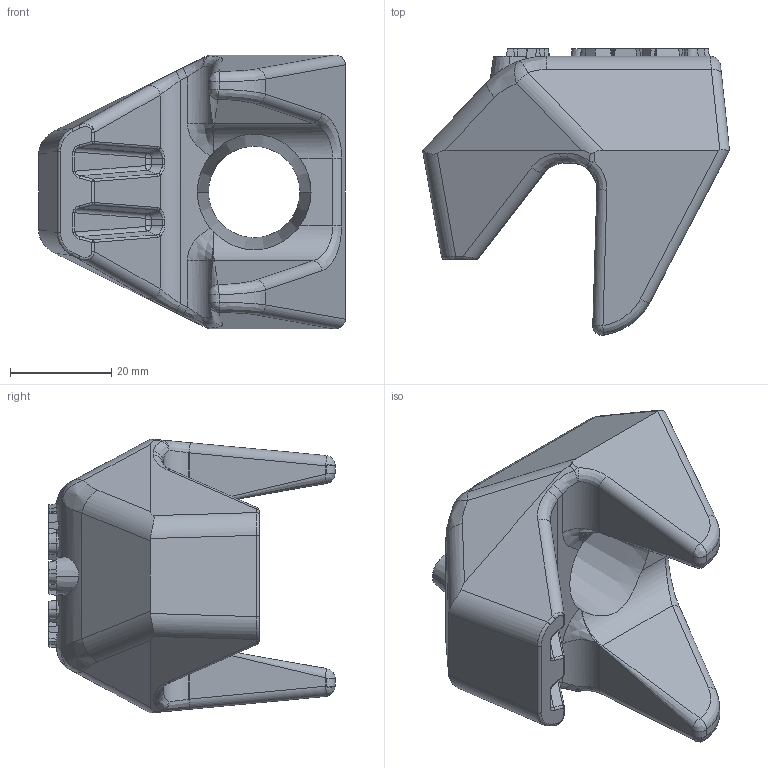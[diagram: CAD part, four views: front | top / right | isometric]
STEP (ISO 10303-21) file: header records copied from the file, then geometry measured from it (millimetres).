
FILE_DESCRIPTION (( 'STEP AP214' ), '1' );
FILE_NAME ('CF16.STEP', '2008-02-15T14:19:07', ( 'Schütte' ), ( ' ' ), 'SwSTEP 2.0', 'SolidWorks 2008', '' );
FILE_SCHEMA (( 'AUTOMOTIVE_DESIGN' ));
Length unit declared in the file: millimetre
Products named in the file (1): CF16
Bounding box: 60.5 x 56.42 x 54 mm (x, y, z)
Volume: 58504.2 mm3; surface area: 13098.1 mm2
Topology: 1 solids, 1 shells, 367 faces, 933 edges, 580 vertices
Faces by surface type: plane 158, bspline 122, cylinder 63, cone 12, torus 8, sphere 4
Entity records: 17654 total; most frequent: CARTESIAN_POINT 9938, ORIENTED_EDGE 1862, DIRECTION 1212, EDGE_CURVE 931, VERTEX_POINT 580, VECTOR 450, LINE 450, EDGE_LOOP 383
